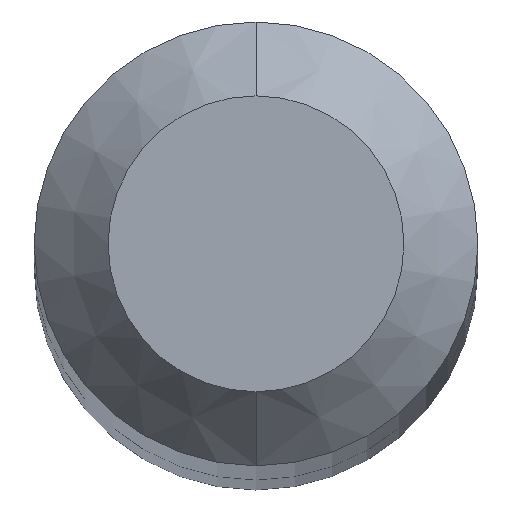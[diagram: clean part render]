
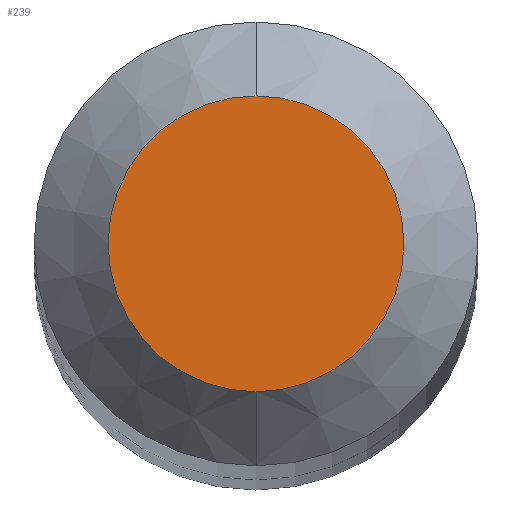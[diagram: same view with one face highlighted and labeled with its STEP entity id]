
A CAD part, top view. The second image highlights one B-rep face of the part: STEP entity #239.
In plain terms, the highlighted planar face has unit normal (0, 0, 1).
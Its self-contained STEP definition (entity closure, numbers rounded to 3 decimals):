
#28 = DIRECTION ( 'NONE',  ( 0., 1., 0. ) ) ;
#49 = ORIENTED_EDGE ( 'NONE', *, *, #83, .F. ) ;
#51 = CARTESIAN_POINT ( 'NONE',  ( 0., 0.4, 38. ) ) ;
#53 = CIRCLE ( 'NONE', #210, 0.4 ) ;
#55 = DIRECTION ( 'NONE',  ( 0., 1., 0. ) ) ;
#59 = EDGE_CURVE ( 'NONE', #218, #146, #151, .T. ) ;
#83 = EDGE_CURVE ( 'NONE', #146, #218, #53, .T. ) ;
#100 = DIRECTION ( 'NONE',  ( 0., 0., -1. ) ) ;
#113 = ORIENTED_EDGE ( 'NONE', *, *, #59, .F. ) ;
#142 = FACE_OUTER_BOUND ( 'NONE', #195, .T. ) ;
#146 = VERTEX_POINT ( 'NONE', #289 ) ;
#148 = CARTESIAN_POINT ( 'NONE',  ( 0., 0., 38. ) ) ;
#151 = CIRCLE ( 'NONE', #183, 0.4 ) ;
#183 = AXIS2_PLACEMENT_3D ( 'NONE', #148, #253, #55 ) ;
#195 = EDGE_LOOP ( 'NONE', ( #113, #49 ) ) ;
#204 = DIRECTION ( 'NONE',  ( 0., 1., 0. ) ) ;
#210 = AXIS2_PLACEMENT_3D ( 'NONE', #257, #250, #204 ) ;
#218 = VERTEX_POINT ( 'NONE', #51 ) ;
#239 = ADVANCED_FACE ( 'NONE', ( #142 ), #252, .F. ) ;
#250 = DIRECTION ( 'NONE',  ( 0., 0., -1. ) ) ;
#252 = PLANE ( 'NONE',  #303 ) ;
#253 = DIRECTION ( 'NONE',  ( 0., 0., -1. ) ) ;
#257 = CARTESIAN_POINT ( 'NONE',  ( 0., 0., 38. ) ) ;
#274 = CARTESIAN_POINT ( 'NONE',  ( 0., 0., 38. ) ) ;
#289 = CARTESIAN_POINT ( 'NONE',  ( 0., -0.4, 38. ) ) ;
#303 = AXIS2_PLACEMENT_3D ( 'NONE', #274, #100, #28 ) ;
